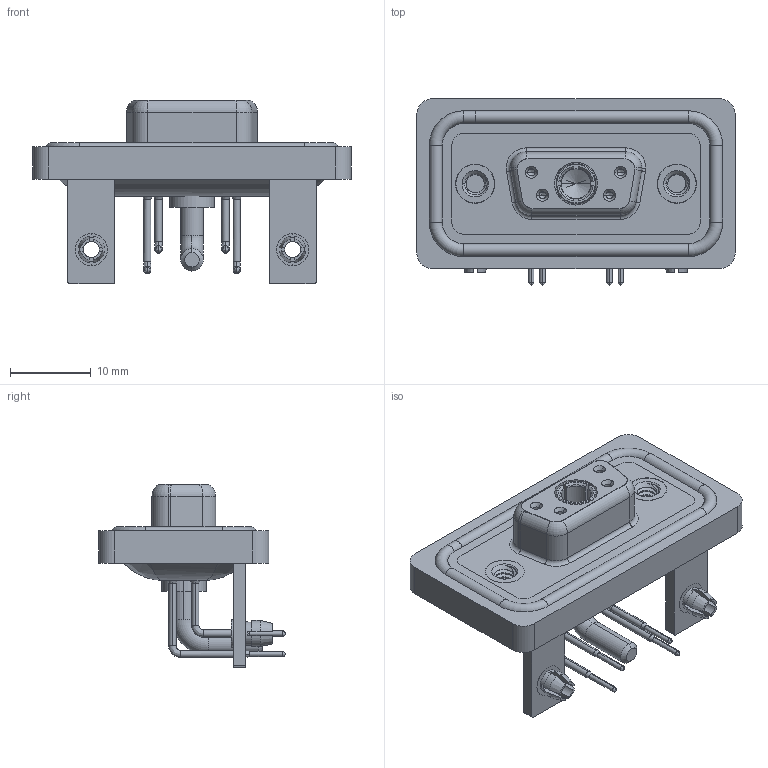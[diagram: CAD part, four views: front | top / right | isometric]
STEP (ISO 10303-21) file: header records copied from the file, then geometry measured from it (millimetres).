
FILE_DESCRIPTION (( 'STEP AP203' ), '1' );
FILE_NAME ('630W5W1-340-2N3.STEP', '2024-04-11T21:57:26', ( '' ), ( '' ), 'SwSTEP 2.0', 'SolidWorks 2023', '' );
FILE_SCHEMA (( 'CONFIG_CONTROL_DESIGN' ));
Length unit declared in the file: millimetre
Products named in the file (11): Power Socket_20A RA; 630Combo Waterproof Housing_09 Contacts; 630Combo Contact Row 1_50 Contacts; 630Combo Housing_5W1; 630Combo Contact Row 2_50 Contacts; 630Combo Board Lock_50 Contacts; 630W5W1-340-2N3; 630Combo Shell Front_09 Contacts; 630Combo Threaded Rivet_2; 630Combo Stabilizer Bracket_50 Contacts; 630Combo Shell Rear_09 Contacts
Assembly tree (15 placements, depth 2):
  630W5W1-340-2N3
    630Combo Housing_5W1
    630Combo Shell Front_09 Contacts
    630Combo Shell Rear_09 Contacts
    630Combo Threaded Rivet_2  x2
    630Combo Stabilizer Bracket_50 Contacts  x2
    630Combo Board Lock_50 Contacts  x2
    Power Socket_20A RA
    630Combo Contact Row 1_50 Contacts  x2
    630Combo Contact Row 2_50 Contacts  x2
    630Combo Waterproof Housing_09 Contacts
Bounding box: 39.5 x 23.12 x 22.8 mm (x, y, z)
Volume: 5231.5 mm3; surface area: 8789.1 mm2
Topology: 17 solids, 17 shells, 816 faces, 2067 edges, 1307 vertices
Faces by surface type: cylinder 361, plane 262, cone 89, torus 77, bspline 27
Entity records: 22348 total; most frequent: CARTESIAN_POINT 5660, DIRECTION 3412, ORIENTED_EDGE 3140, EDGE_CURVE 1570, AXIS2_PLACEMENT_3D 1364, VERTEX_POINT 999, CIRCLE 729, EDGE_LOOP 703
